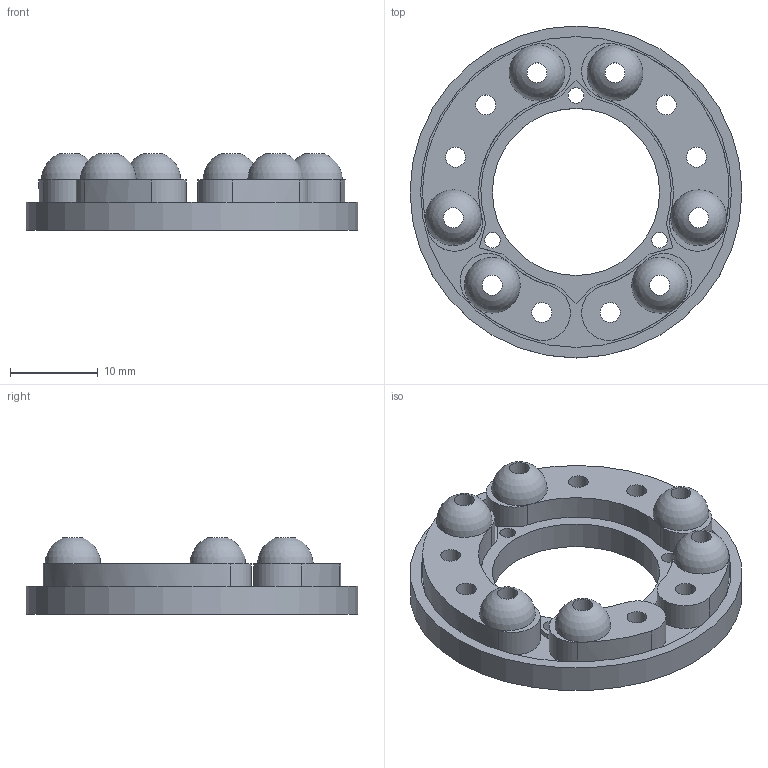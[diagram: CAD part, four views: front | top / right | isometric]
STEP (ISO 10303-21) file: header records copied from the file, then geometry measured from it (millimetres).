
FILE_DESCRIPTION(/* description */ (''),/* implementation_level */ '2;1');
FILE_NAME(/* name */ 'MachinedHolder_v26.step',/* time_stamp */ '2023-03-04T11:19:41-05:00',/* author */ (''),/* organization */ (''),/* preprocessor_version */ 'ST-DEVELOPER v19.2',/* originating_system */ 'Autodesk Translation Framework v11.17.0.187',/* authorisation */ '');
FILE_SCHEMA (('AUTOMOTIVE_DESIGN { 1 0 10303 214 3 1 1 }'));
Length unit declared in the file: inch
Products named in the file (6): MachinedHolder; mainHolder; bottomLeft; topRight; bottomRight; topLeft
Assembly tree (5 placements, depth 2):
  MachinedHolder
    mainHolder
    bottomLeft
    topRight
    bottomRight
    topLeft
Bounding box: 37.85 x 37.85 x 8.68 mm (x, y, z)
Volume: 3769.9 mm3; surface area: 4635.4 mm2
Topology: 5 solids, 5 shells, 90 faces, 240 edges, 156 vertices
Faces by surface type: cylinder 58, plane 26, sphere 6
Full cylindrical faces by diameter (mm): 1.783 x3, 2.271 x12, 3.264 x12, 19.05 x1, 35.433 x1, 37.846 x1
Entity records: 3204 total; most frequent: DIRECTION 602, CARTESIAN_POINT 498, ORIENTED_EDGE 480, AXIS2_PLACEMENT_3D 260, EDGE_CURVE 240, CIRCLE 158, VERTEX_POINT 156, EDGE_LOOP 142
